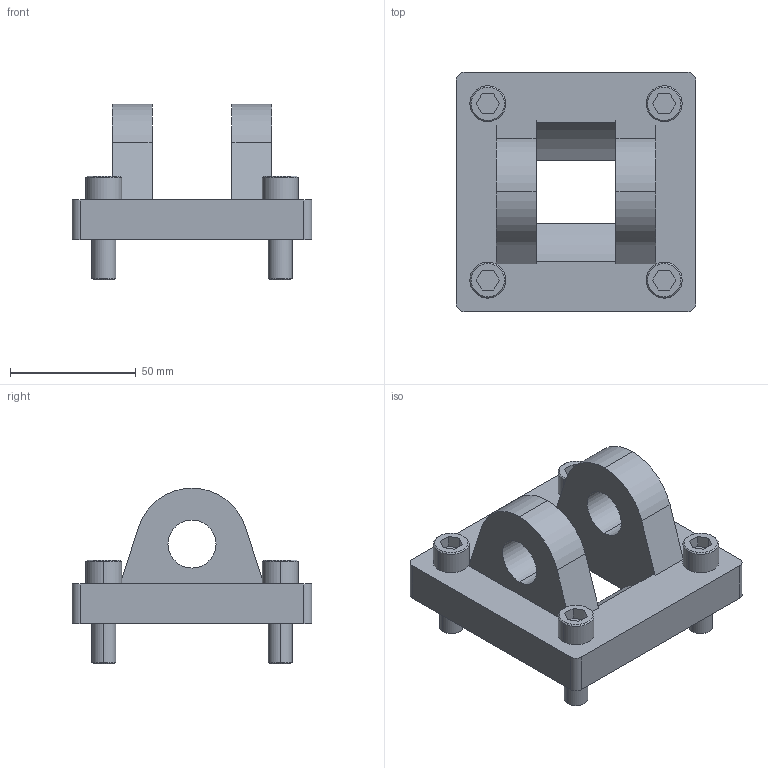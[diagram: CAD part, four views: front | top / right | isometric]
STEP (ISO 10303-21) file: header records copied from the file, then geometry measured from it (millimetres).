
FILE_DESCRIPTION (( 'STEP AP203' ), '1' );
FILE_NAME ('D2SPC-4.step', '2020-09-03T19:33:31', ( '' ), ( '' ), 'SwSTEP 2.0', 'SolidWorks 2019', '' );
FILE_SCHEMA (( 'CONFIG_CONTROL_DESIGN' ));
Length unit declared in the file: inch
Products named in the file (1): D2SPC-4
Bounding box: 95.25 x 95.25 x 69.85 mm (x, y, z)
Volume: 174199.1 mm3; surface area: 41561.3 mm2
Topology: 5 solids, 5 shells, 119 faces, 287 edges, 186 vertices
Faces by surface type: plane 62, cylinder 41, cone 16
Entity records: 3570 total; most frequent: DIRECTION 625, CARTESIAN_POINT 593, ORIENTED_EDGE 574, EDGE_CURVE 287, AXIS2_PLACEMENT_3D 218, VECTOR 189, LINE 189, VERTEX_POINT 186
